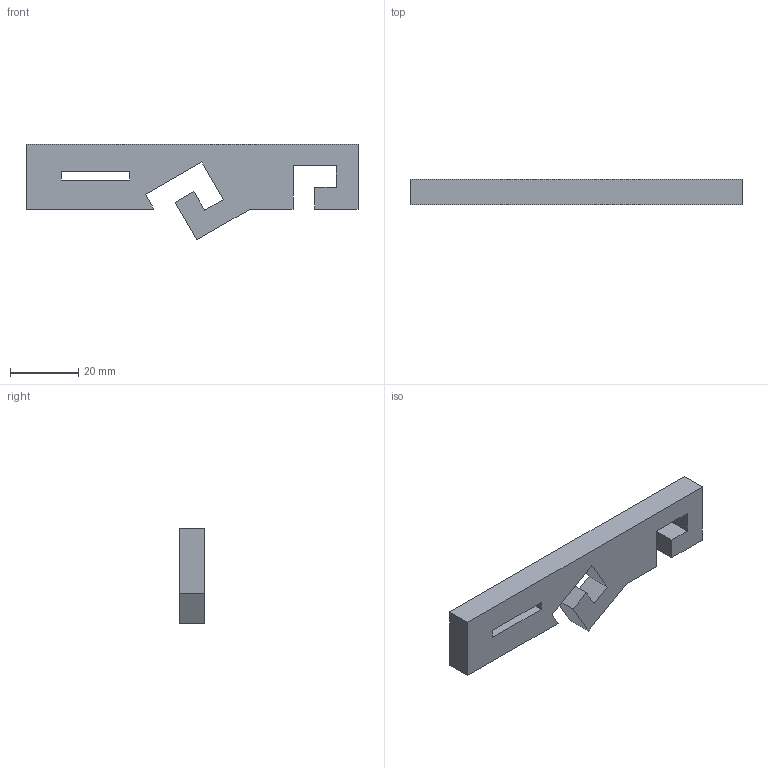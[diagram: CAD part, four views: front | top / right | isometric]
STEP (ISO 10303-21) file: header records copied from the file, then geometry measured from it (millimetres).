
FILE_DESCRIPTION((''),'2;1');
FILE_NAME('MOUNTINGBRACKETV1','2018-01-22T',('Sergi'),(''),'PRO/ENGINEER BY PARAMETRIC TECHNOLOGY CORPORATION, 2014310','PRO/ENGINEER BY PARAMETRIC TECHNOLOGY CORPORATION, 2014310','');
FILE_SCHEMA(('CONFIG_CONTROL_DESIGN'));
Length unit declared in the file: millimetre
Products named in the file (1): MOUNTINGBRACKETV1
Bounding box: 97 x 7.5 x 28.01 mm (x, y, z)
Volume: 12026 mm3; surface area: 6005.3 mm2
Topology: 1 solids, 1 shells, 25 faces, 69 edges, 46 vertices
Faces by surface type: plane 25
Entity records: 825 total; most frequent: CARTESIAN_POINT 140, ORIENTED_EDGE 138, DIRECTION 119, VECTOR 69, LINE 69, EDGE_CURVE 69, VERTEX_POINT 46, EDGE_LOOP 27
